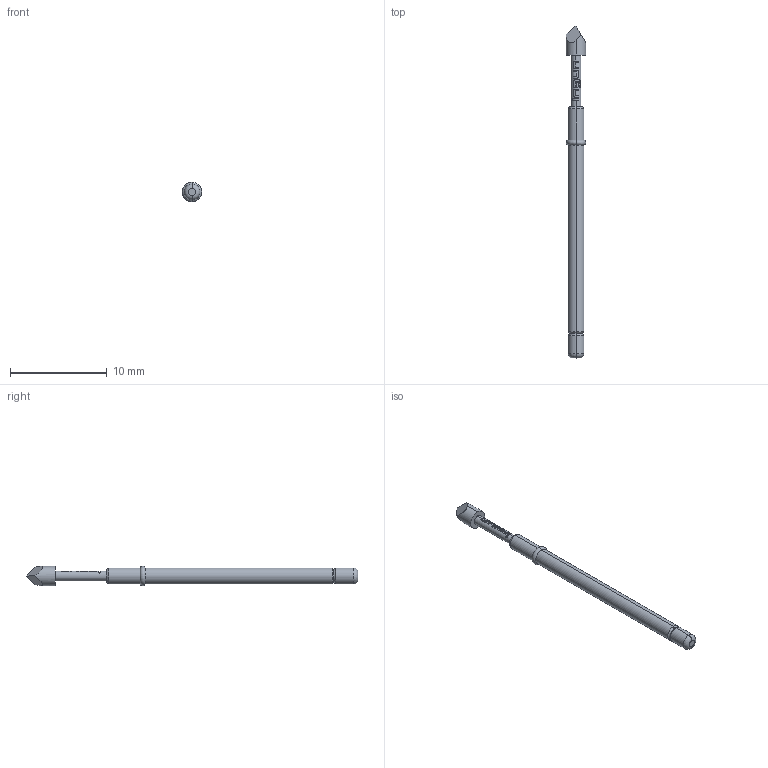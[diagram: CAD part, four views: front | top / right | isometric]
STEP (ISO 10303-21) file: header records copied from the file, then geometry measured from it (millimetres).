
FILE_DESCRIPTION (( 'STEP AP203' ), '1' );
FILE_NAME ('INGUN_GKS-112_207_200_R_xx04.STEP', '2020-07-27T05:44:45', ( '' ), ( '' ), 'SwSTEP 2.0', 'SolidWorks 2018', '' );
FILE_SCHEMA (( 'CONFIG_CONTROL_DESIGN' ));
Length unit declared in the file: millimetre
Products named in the file (1): INGUN_GKS-112_207_200_R_xx04
Bounding box: 2 x 34.3 x 2 mm (x, y, z)
Volume: 38.4 mm3; surface area: 317.9 mm2
Topology: 2 solids, 2 shells, 132 faces, 342 edges, 215 vertices
Faces by surface type: bspline 45, cylinder 37, plane 24, torus 20, cone 6
Entity records: 5134 total; most frequent: CARTESIAN_POINT 2389, ORIENTED_EDGE 680, DIRECTION 357, EDGE_CURVE 340, B_SPLINE_CURVE_WITH_KNOTS 222, VERTEX_POINT 215, AXIS2_PLACEMENT_3D 156, EDGE_LOOP 135
